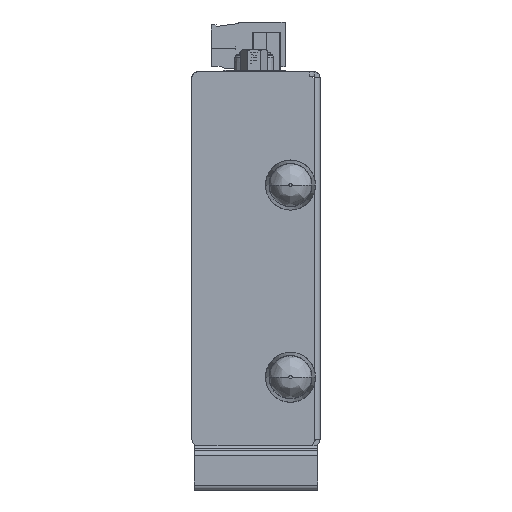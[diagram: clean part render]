
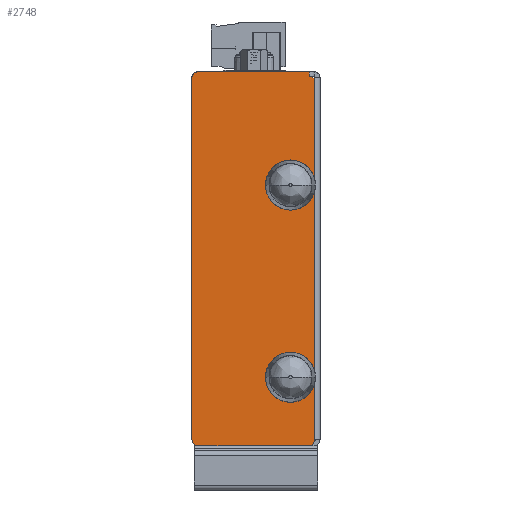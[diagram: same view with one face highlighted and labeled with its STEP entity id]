
A CAD part, left-side view. The second image highlights one B-rep face of the part: STEP entity #2748.
In plain terms, the highlighted planar face has unit normal (-1, 0, 0).
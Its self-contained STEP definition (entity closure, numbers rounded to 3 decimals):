
#77=DIRECTION('',(0.,0.,1.));
#78=VECTOR('',#77,1.);
#79=CARTESIAN_POINT('',(-58.,1.2,36.95));
#80=LINE('',#79,#78);
#94=CARTESIAN_POINT('',(-58.,23.8,-36.75));
#95=DIRECTION('',(1.,0.,0.));
#96=DIRECTION('',(0.,0.,-1.));
#97=AXIS2_PLACEMENT_3D('',#94,#95,#96);
#99=DIRECTION('',(0.,0.,1.));
#100=VECTOR('',#99,73.7);
#101=CARTESIAN_POINT('',(-58.,25.,-36.75));
#102=LINE('',#101,#100);
#103=DIRECTION('',(0.,-1.,0.));
#104=VECTOR('',#103,0.017);
#105=CARTESIAN_POINT('',(-58.,25.,36.95));
#106=LINE('',#105,#104);
#107=CARTESIAN_POINT('',(-58.,23.8,36.75));
#108=DIRECTION('',(1.,0.,0.));
#109=DIRECTION('',(0.,0.986,0.167));
#110=AXIS2_PLACEMENT_3D('',#107,#108,#109);
#112=DIRECTION('',(0.,-1.,0.));
#113=VECTOR('',#112,22.6);
#114=CARTESIAN_POINT('',(-58.,23.8,37.95));
#115=LINE('',#114,#113);
#116=DIRECTION('',(0.,-1.,0.));
#117=VECTOR('',#116,0.7);
#118=CARTESIAN_POINT('',(-58.,1.2,36.95));
#119=LINE('',#118,#117);
#120=DIRECTION('',(0.,0.,-1.));
#121=VECTOR('',#120,0.2);
#122=CARTESIAN_POINT('',(-58.,0.5,36.95));
#123=LINE('',#122,#121);
#124=CARTESIAN_POINT('',(-58.,1.2,-36.95));
#125=DIRECTION('',(1.,0.,0.));
#126=DIRECTION('',(0.,-1.,0.));
#127=AXIS2_PLACEMENT_3D('',#124,#125,#126);
#129=DIRECTION('',(0.,0.,-1.));
#130=VECTOR('',#129,0.286);
#131=CARTESIAN_POINT('',(-58.,0.5,-37.664));
#132=LINE('',#131,#130);
#133=DIRECTION('',(0.,1.,0.));
#134=VECTOR('',#133,23.3);
#135=CARTESIAN_POINT('',(-58.,0.5,-37.95));
#136=LINE('',#135,#134);
#427=DIRECTION('',(0.,0.,1.));
#428=VECTOR('',#427,73.5);
#429=CARTESIAN_POINT('',(-58.,0.2,-36.75));
#430=LINE('',#429,#428);
#542=DIRECTION('',(0.,1.,0.));
#543=VECTOR('',#542,0.3);
#544=CARTESIAN_POINT('',(-58.,0.2,36.75));
#545=LINE('',#544,#543);
#576=DIRECTION('',(0.,0.,1.));
#577=VECTOR('',#576,0.2);
#578=CARTESIAN_POINT('',(-58.,0.2,-36.95));
#579=LINE('',#578,#577);
#2000=CARTESIAN_POINT('',(-58.,1.2,37.95));
#2002=VERTEX_POINT('',#2000);
#2003=CARTESIAN_POINT('',(-58.,23.8,37.95));
#2004=VERTEX_POINT('',#2003);
#2027=CARTESIAN_POINT('',(-58.,1.2,36.95));
#2029=VERTEX_POINT('',#2027);
#2087=CARTESIAN_POINT('',(-58.,24.983,36.95));
#2089=VERTEX_POINT('',#2087);
#2091=CARTESIAN_POINT('',(-58.,25.,36.95));
#2092=VERTEX_POINT('',#2091);
#2095=CARTESIAN_POINT('',(-58.,0.5,36.95));
#2096=VERTEX_POINT('',#2095);
#2293=CARTESIAN_POINT('',(-58.,0.5,-37.95));
#2294=VERTEX_POINT('',#2293);
#2295=CARTESIAN_POINT('',(-58.,0.5,-37.664));
#2296=VERTEX_POINT('',#2295);
#2301=CARTESIAN_POINT('',(-58.,0.5,36.75));
#2302=VERTEX_POINT('',#2301);
#2373=CARTESIAN_POINT('',(-58.,25.,-36.75));
#2374=VERTEX_POINT('',#2373);
#2375=CARTESIAN_POINT('',(-58.,23.8,-37.95));
#2376=VERTEX_POINT('',#2375);
#2425=CARTESIAN_POINT('',(-58.,0.2,36.75));
#2426=VERTEX_POINT('',#2425);
#2427=CARTESIAN_POINT('',(-58.,0.2,-36.75));
#2428=VERTEX_POINT('',#2427);
#2429=CARTESIAN_POINT('',(-58.,0.2,-36.95));
#2430=VERTEX_POINT('',#2429);
#2716=CARTESIAN_POINT('',(-58.,12.6,37.45));
#2717=DIRECTION('',(-1.,0.,0.));
#2718=DIRECTION('',(0.,-1.,0.));
#2719=AXIS2_PLACEMENT_3D('',#2716,#2717,#2718);
#2720=PLANE('',#2719);
#2722=ORIENTED_EDGE('',*,*,#2721,.T.);
#2724=ORIENTED_EDGE('',*,*,#2723,.T.);
#2726=ORIENTED_EDGE('',*,*,#2725,.T.);
#2728=ORIENTED_EDGE('',*,*,#2727,.T.);
#2729=ORIENTED_EDGE('',*,*,#2652,.T.);
#2730=ORIENTED_EDGE('',*,*,#2693,.F.);
#2731=ORIENTED_EDGE('',*,*,#2708,.T.);
#2733=ORIENTED_EDGE('',*,*,#2732,.T.);
#2735=ORIENTED_EDGE('',*,*,#2734,.F.);
#2737=ORIENTED_EDGE('',*,*,#2736,.F.);
#2739=ORIENTED_EDGE('',*,*,#2738,.F.);
#2741=ORIENTED_EDGE('',*,*,#2740,.T.);
#2743=ORIENTED_EDGE('',*,*,#2742,.T.);
#2745=ORIENTED_EDGE('',*,*,#2744,.T.);
#2746=EDGE_LOOP('',(#2722,#2724,#2726,#2728,#2729,#2730,#2731,#2733,#2735,#2737,
#2739,#2741,#2743,#2745));
#2747=FACE_OUTER_BOUND('',#2746,.F.);
#2748=ADVANCED_FACE('',(#2747),#2720,.T.);
#98=CIRCLE('',#97,1.2);
#111=CIRCLE('',#110,1.2);
#128=CIRCLE('',#127,1.);
#2652=EDGE_CURVE('',#2004,#2002,#115,.T.);
#2693=EDGE_CURVE('',#2029,#2002,#80,.T.);
#2708=EDGE_CURVE('',#2029,#2096,#119,.T.);
#2721=EDGE_CURVE('',#2376,#2374,#98,.T.);
#2723=EDGE_CURVE('',#2374,#2092,#102,.T.);
#2725=EDGE_CURVE('',#2092,#2089,#106,.T.);
#2727=EDGE_CURVE('',#2089,#2004,#111,.T.);
#2732=EDGE_CURVE('',#2096,#2302,#123,.T.);
#2734=EDGE_CURVE('',#2426,#2302,#545,.T.);
#2736=EDGE_CURVE('',#2428,#2426,#430,.T.);
#2738=EDGE_CURVE('',#2430,#2428,#579,.T.);
#2740=EDGE_CURVE('',#2430,#2296,#128,.T.);
#2742=EDGE_CURVE('',#2296,#2294,#132,.T.);
#2744=EDGE_CURVE('',#2294,#2376,#136,.T.);
